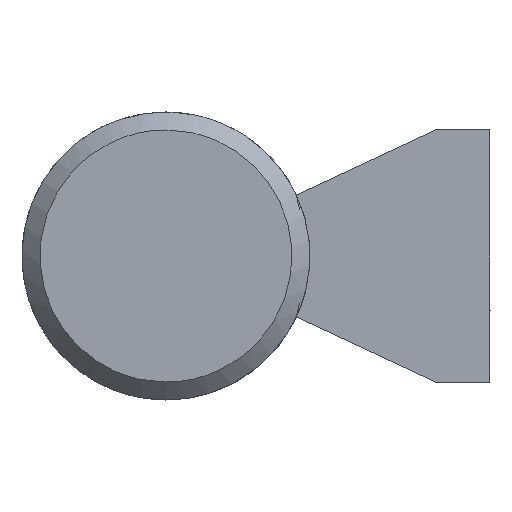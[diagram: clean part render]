
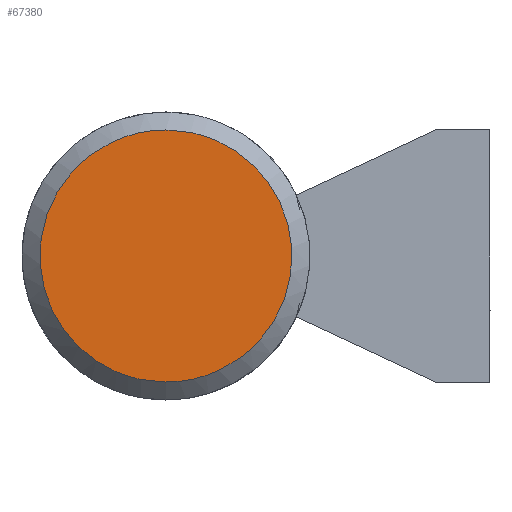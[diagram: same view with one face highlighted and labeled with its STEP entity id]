
A CAD part, left-side view. The second image highlights one B-rep face of the part: STEP entity #67380.
In plain terms, the highlighted free-form (B-spline) face has degree [1, 1] with [2, 2] control points.
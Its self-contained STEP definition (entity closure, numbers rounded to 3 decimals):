
#66860 = CARTESIAN_POINT ('', (0., 18., 7.));
#66870 = VERTEX_POINT ('', #66860);
#66880 = CARTESIAN_POINT ('', (0., 18., -7.));
#66890 = VERTEX_POINT ('', #66880);
#66900 = CARTESIAN_POINT ('', (0., 18., 7.));
#66910 = CARTESIAN_POINT ('', (0., 4., 7.));
#66920 = CARTESIAN_POINT ('', (0., 4., -7.));
#66930 = CARTESIAN_POINT ('', (0., 18., -7.));
#66940 = (
   BOUNDED_CURVE ()
   B_SPLINE_CURVE (3, (#66900, #66910, #66920, #66930), .UNSPECIFIED., .F., .U.)
   B_SPLINE_CURVE_WITH_KNOTS ((4, 4), (0., 1.), .UNSPECIFIED.)
   CURVE ()
   GEOMETRIC_REPRESENTATION_ITEM ()
   RATIONAL_B_SPLINE_CURVE ((1., 0.333, 0.333, 1.))
   REPRESENTATION_ITEM ('')
);
#66950 = EDGE_CURVE ('', #66870, #66890, #66940, .T.);
#67040 = CARTESIAN_POINT ('', (0., 18., -7.));
#67050 = CARTESIAN_POINT ('', (0., 32., -7.));
#67060 = CARTESIAN_POINT ('', (0., 32., 7.));
#67070 = CARTESIAN_POINT ('', (0., 18., 7.));
#67080 = (
   BOUNDED_CURVE ()
   B_SPLINE_CURVE (3, (#67040, #67050, #67060, #67070), .UNSPECIFIED., .F., .U.)
   B_SPLINE_CURVE_WITH_KNOTS ((4, 4), (0., 1.), .UNSPECIFIED.)
   CURVE ()
   GEOMETRIC_REPRESENTATION_ITEM ()
   RATIONAL_B_SPLINE_CURVE ((1., 0.333, 0.333, 1.))
   REPRESENTATION_ITEM ('')
);
#67090 = EDGE_CURVE ('', #66890, #66870, #67080, .T.);
#67290 = ORIENTED_EDGE ('', *, *, #67090, .F.);
#67300 = ORIENTED_EDGE ('', *, *, #66950, .F.);
#67310 = EDGE_LOOP ('', (#67290, #67300));
#67320 = FACE_OUTER_BOUND ('', #67310, .T.);
#67330 = CARTESIAN_POINT ('', (0., 25.084, -7.084));
#67340 = CARTESIAN_POINT ('', (0., 25.084, 7.084));
#67350 = CARTESIAN_POINT ('', (0., 10.916, -7.084));
#67360 = CARTESIAN_POINT ('', (0., 10.916, 7.084));
#67370 = B_SPLINE_SURFACE_WITH_KNOTS ('', 1, 1, ((#67330, #67340), (#67350, #67360)), .UNSPECIFIED., .F., .F., .U., (2, 2), (2, 2), (0., 1.), (0., 1.), .UNSPECIFIED.);
#67380 = ADVANCED_FACE ('', (#67320), #67370, .T.);
